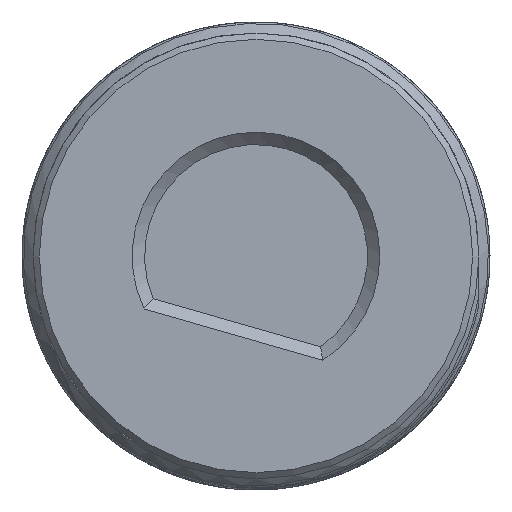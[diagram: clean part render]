
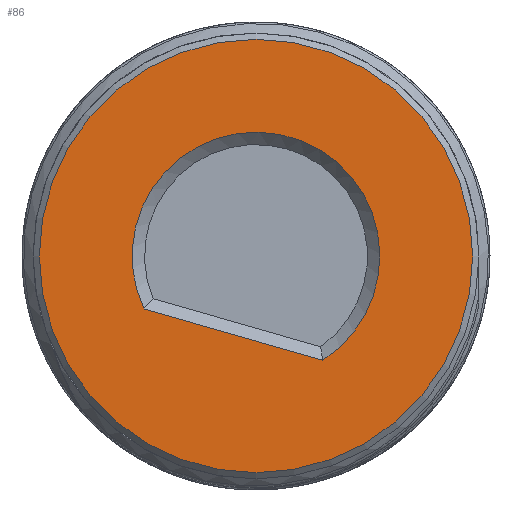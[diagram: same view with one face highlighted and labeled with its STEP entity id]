
A CAD part, front view. The second image highlights one B-rep face of the part: STEP entity #86.
In plain terms, the highlighted planar face has unit normal (0, -1, 0).
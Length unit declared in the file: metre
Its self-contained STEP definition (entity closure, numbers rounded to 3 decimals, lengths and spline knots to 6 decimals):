
#86 = ADVANCED_FACE( '', ( #179, #180 ), #181, .F. );
#179 = FACE_BOUND( '', #2590, .T. );
#180 = FACE_OUTER_BOUND( '', #2591, .T. );
#181 = PLANE( '', #2592 );
#2590 = EDGE_LOOP( '', ( #5879, #5880 ) );
#2591 = EDGE_LOOP( '', ( #5881 ) );
#2592 = AXIS2_PLACEMENT_3D( '', #5882, #5883, #5884 );
#5879 = ORIENTED_EDGE( '', *, *, #6026, .T. );
#5880 = ORIENTED_EDGE( '', *, *, #5997, .T. );
#5881 = ORIENTED_EDGE( '', *, *, #5993, .T. );
#5882 = CARTESIAN_POINT( '', ( 0.000881, -0.05, 0.0489 ) );
#5883 = DIRECTION( '', ( 0., 1., 0. ) );
#5884 = DIRECTION( '', ( 1., 0., 0. ) );
#5993 = EDGE_CURVE( '', #6098, #6098, #6099, .F. );
#5997 = EDGE_CURVE( '', #6101, #6103, #6105, .T. );
#6026 = EDGE_CURVE( '', #6103, #6101, #6141, .T. );
#6098 = VERTEX_POINT( '', #14803 );
#6099 = CIRCLE( '', #14804, 0.0175 );
#6101 = VERTEX_POINT( '', #14806 );
#6103 = VERTEX_POINT( '', #14811 );
#6105 = LINE( '', #14816, #14817 );
#6141 = CIRCLE( '', #23576, 0.01 );
#14803 = CARTESIAN_POINT( '', ( 0.041, -0.05, 0.1025 ) );
#14804 = AXIS2_PLACEMENT_3D( '', #23625, #23626, #23627 );
#14806 = CARTESIAN_POINT( '', ( 0.046392, -0.05, 0.076578 ) );
#14811 = CARTESIAN_POINT( '', ( 0.031963, -0.05, 0.080718 ) );
#14816 = CARTESIAN_POINT( '', ( 0.011678, -0.05, 0.086537 ) );
#14817 = VECTOR( '', #23628, 1. );
#23576 = AXIS2_PLACEMENT_3D( '', #23650, #23651, #23652 );
#23625 = CARTESIAN_POINT( '', ( 0.041, -0.05, 0.085 ) );
#23626 = DIRECTION( '', ( 0., 1., 0. ) );
#23627 = DIRECTION( '', ( 0., 0., 1. ) );
#23628 = DIRECTION( '', ( -0.961, 0., 0.276 ) );
#23650 = CARTESIAN_POINT( '', ( 0.041, -0.05, 0.085 ) );
#23651 = DIRECTION( '', ( 0., 1., 0. ) );
#23652 = DIRECTION( '', ( 0., 0., 1. ) );
